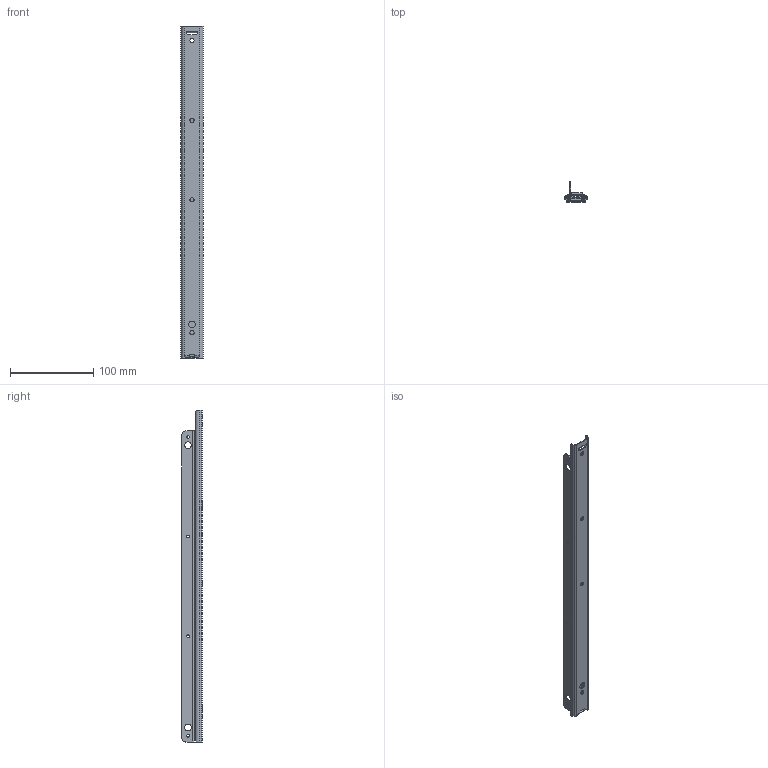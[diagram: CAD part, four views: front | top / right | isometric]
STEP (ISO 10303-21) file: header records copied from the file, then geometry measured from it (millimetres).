
FILE_DESCRIPTION((''),'2;1');
FILE_NAME('109-051_ASM','2015-05-04T',('w.jans'),(''),'PRO/ENGINEER BY PARAMETRIC TECHNOLOGY CORPORATION, 2003450','PRO/ENGINEER BY PARAMETRIC TECHNOLOGY CORPORATION, 2003450','');
FILE_SCHEMA(('CONFIG_CONTROL_DESIGN'));
Length unit declared in the file: millimetre
Products named in the file (10): 109-051-SKEL; 511-09-051-EMS1; 511-09-051-EMS1_ASM; 515-3XX-051EMS; 911-080; 515-3XX-051EMS_ASM; 513-09-051-EMS3; 516-008; 513-09-051-EMS3_ASM; 109-051_ASM
Assembly tree (24 placements, depth 3):
  109-051_ASM
    109-051-SKEL
    511-09-051-EMS1_ASM
      511-09-051-EMS1
    515-3XX-051EMS_ASM
      515-3XX-051EMS
      911-080  x16
    513-09-051-EMS3_ASM
      513-09-051-EMS3
      516-008
Bounding box: 27 x 24.5 x 400 mm (x, y, z)
Volume: 45068.8 mm3; surface area: 79598.2 mm2
Topology: 20 solids, 20 shells, 405 faces, 1119 edges, 682 vertices
Faces by surface type: plane 231, cylinder 142, sphere 32
Entity records: 12348 total; most frequent: CARTESIAN_POINT 2169, DIRECTION 2155, ORIENTED_EDGE 2050, EDGE_CURVE 1025, VECTOR 729, LINE 729, AXIS2_PLACEMENT_3D 713, VERTEX_POINT 652
